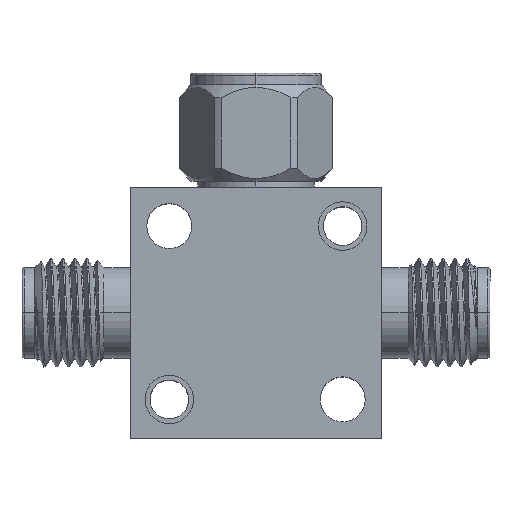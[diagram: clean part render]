
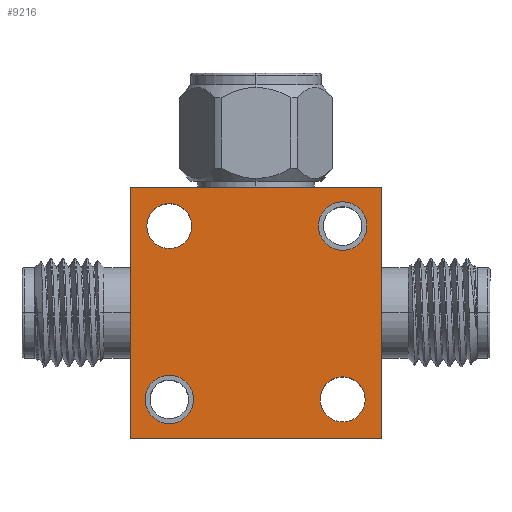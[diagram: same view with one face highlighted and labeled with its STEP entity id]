
A CAD part, top view. The second image highlights one B-rep face of the part: STEP entity #9216.
In plain terms, the highlighted planar face has unit normal (0, 0, 1).
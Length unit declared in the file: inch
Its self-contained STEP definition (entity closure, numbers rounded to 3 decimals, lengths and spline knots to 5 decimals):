
#18 = CARTESIAN_POINT ( 'NONE',  ( 0., 0., 0.175 ) ) ;
#176 = LINE ( 'NONE', #4399, #5646 ) ;
#244 = VERTEX_POINT ( 'NONE', #2764 ) ;
#433 = AXIS2_PLACEMENT_3D ( 'NONE', #5709, #1411, #7934 ) ;
#587 = DIRECTION ( 'NONE',  ( 0., 0., 1. ) ) ;
#629 = CARTESIAN_POINT ( 'NONE',  ( -0.2, 0.2, 0.175 ) ) ;
#690 = DIRECTION ( 'NONE',  ( 1., 0., 0. ) ) ;
#751 = CARTESIAN_POINT ( 'NONE',  ( 0.148, -0.2, 0.175 ) ) ;
#771 = EDGE_CURVE ( 'NONE', #9236, #4322, #1300, .T. ) ;
#796 = ORIENTED_EDGE ( 'NONE', *, *, #4610, .F. ) ;
#842 = EDGE_LOOP ( 'NONE', ( #5013, #4784, #1760, #8902 ) ) ;
#863 = LINE ( 'NONE', #3070, #2545 ) ;
#904 = VERTEX_POINT ( 'NONE', #8450 ) ;
#968 = EDGE_CURVE ( 'NONE', #4034, #6134, #2428, .T. ) ;
#986 = FACE_BOUND ( 'NONE', #7945, .T. ) ;
#1031 = AXIS2_PLACEMENT_3D ( 'NONE', #6405, #587, #4972 ) ;
#1158 = EDGE_LOOP ( 'NONE', ( #1494, #2253 ) ) ;
#1287 = EDGE_CURVE ( 'NONE', #4322, #2685, #863, .T. ) ;
#1289 = VERTEX_POINT ( 'NONE', #8828 ) ;
#1300 = LINE ( 'NONE', #6455, #1757 ) ;
#1411 = DIRECTION ( 'NONE',  ( 0., 0., 1. ) ) ;
#1414 = ORIENTED_EDGE ( 'NONE', *, *, #2709, .F. ) ;
#1433 = FACE_BOUND ( 'NONE', #1158, .T. ) ;
#1494 = ORIENTED_EDGE ( 'NONE', *, *, #7444, .F. ) ;
#1542 = CARTESIAN_POINT ( 'NONE',  ( -0.256, -0.2, 0.175 ) ) ;
#1598 = DIRECTION ( 'NONE',  ( 1., 0., 0. ) ) ;
#1757 = VECTOR ( 'NONE', #3557, 39.37008 ) ;
#1760 = ORIENTED_EDGE ( 'NONE', *, *, #7896, .T. ) ;
#1835 = CARTESIAN_POINT ( 'NONE',  ( -0.29, -0.29, 0.175 ) ) ;
#2253 = ORIENTED_EDGE ( 'NONE', *, *, #4168, .F. ) ;
#2358 = CIRCLE ( 'NONE', #3822, 0.056 ) ;
#2419 = CIRCLE ( 'NONE', #6364, 0.052 ) ;
#2428 = CIRCLE ( 'NONE', #433, 0.056 ) ;
#2545 = VECTOR ( 'NONE', #8090, 39.37008 ) ;
#2567 = AXIS2_PLACEMENT_3D ( 'NONE', #18, #7108, #5015 ) ;
#2654 = EDGE_CURVE ( 'NONE', #8318, #904, #2419, .T. ) ;
#2685 = VERTEX_POINT ( 'NONE', #5625 ) ;
#2709 = EDGE_CURVE ( 'NONE', #904, #8318, #8592, .T. ) ;
#2713 = ORIENTED_EDGE ( 'NONE', *, *, #3845, .F. ) ;
#2764 = CARTESIAN_POINT ( 'NONE',  ( -0.144, -0.2, 0.175 ) ) ;
#3011 = DIRECTION ( 'NONE',  ( 1., 0., 0. ) ) ;
#3025 = LINE ( 'NONE', #1835, #8071 ) ;
#3070 = CARTESIAN_POINT ( 'NONE',  ( -0.29, 0.29, 0.175 ) ) ;
#3078 = AXIS2_PLACEMENT_3D ( 'NONE', #3908, #8924, #3011 ) ;
#3086 = DIRECTION ( 'NONE',  ( 0., 0., 1. ) ) ;
#3271 = DIRECTION ( 'NONE',  ( 0., 0., 1. ) ) ;
#3290 = ORIENTED_EDGE ( 'NONE', *, *, #968, .F. ) ;
#3442 = CARTESIAN_POINT ( 'NONE',  ( -0.2, -0.2, 0.175 ) ) ;
#3447 = CARTESIAN_POINT ( 'NONE',  ( 0.144, 0.2, 0.175 ) ) ;
#3557 = DIRECTION ( 'NONE',  ( 0., 1., 0. ) ) ;
#3633 = CARTESIAN_POINT ( 'NONE',  ( -0.29, -0.29, 0.175 ) ) ;
#3650 = DIRECTION ( 'NONE',  ( 0., 0., 1. ) ) ;
#3789 = VERTEX_POINT ( 'NONE', #3633 ) ;
#3822 = AXIS2_PLACEMENT_3D ( 'NONE', #3442, #3271, #5338 ) ;
#3845 = EDGE_CURVE ( 'NONE', #9312, #1289, #7207, .T. ) ;
#3908 = CARTESIAN_POINT ( 'NONE',  ( 0.2, -0.2, 0.175 ) ) ;
#3917 = EDGE_CURVE ( 'NONE', #3789, #9236, #176, .T. ) ;
#3947 = EDGE_LOOP ( 'NONE', ( #1414, #8105 ) ) ;
#4034 = VERTEX_POINT ( 'NONE', #3447 ) ;
#4070 = CIRCLE ( 'NONE', #6420, 0.052 ) ;
#4168 = EDGE_CURVE ( 'NONE', #8219, #244, #8930, .T. ) ;
#4322 = VERTEX_POINT ( 'NONE', #8013 ) ;
#4399 = CARTESIAN_POINT ( 'NONE',  ( -0.29, -0.29, 0.175 ) ) ;
#4610 = EDGE_CURVE ( 'NONE', #1289, #9312, #4070, .T. ) ;
#4784 = ORIENTED_EDGE ( 'NONE', *, *, #1287, .T. ) ;
#4970 = DIRECTION ( 'NONE',  ( 0., 0., 1. ) ) ;
#4972 = DIRECTION ( 'NONE',  ( 1., 0., 0. ) ) ;
#4980 = CARTESIAN_POINT ( 'NONE',  ( 0.29, -0.29, 0.175 ) ) ;
#4987 = EDGE_CURVE ( 'NONE', #6134, #4034, #5512, .T. ) ;
#5013 = ORIENTED_EDGE ( 'NONE', *, *, #771, .T. ) ;
#5015 = DIRECTION ( 'NONE',  ( -1., 0., 0. ) ) ;
#5100 = DIRECTION ( 'NONE',  ( 0., 0., 1. ) ) ;
#5338 = DIRECTION ( 'NONE',  ( 1., 0., 0. ) ) ;
#5361 = DIRECTION ( 'NONE',  ( 0., -1., 0. ) ) ;
#5467 = FACE_BOUND ( 'NONE', #6906, .T. ) ;
#5512 = CIRCLE ( 'NONE', #1031, 0.056 ) ;
#5625 = CARTESIAN_POINT ( 'NONE',  ( -0.29, 0.29, 0.175 ) ) ;
#5646 = VECTOR ( 'NONE', #1598, 39.37008 ) ;
#5699 = FACE_BOUND ( 'NONE', #3947, .T. ) ;
#5709 = CARTESIAN_POINT ( 'NONE',  ( 0.2, 0.2, 0.175 ) ) ;
#5827 = PLANE ( 'NONE',  #2567 ) ;
#6134 = VERTEX_POINT ( 'NONE', #7559 ) ;
#6254 = FACE_OUTER_BOUND ( 'NONE', #842, .T. ) ;
#6364 = AXIS2_PLACEMENT_3D ( 'NONE', #629, #3650, #8680 ) ;
#6405 = CARTESIAN_POINT ( 'NONE',  ( 0.2, 0.2, 0.175 ) ) ;
#6420 = AXIS2_PLACEMENT_3D ( 'NONE', #6666, #5100, #7258 ) ;
#6455 = CARTESIAN_POINT ( 'NONE',  ( 0.29, -0.29, 0.175 ) ) ;
#6557 = AXIS2_PLACEMENT_3D ( 'NONE', #8649, #4970, #690 ) ;
#6622 = CARTESIAN_POINT ( 'NONE',  ( -0.2, 0.2, 0.175 ) ) ;
#6666 = CARTESIAN_POINT ( 'NONE',  ( 0.2, -0.2, 0.175 ) ) ;
#6906 = EDGE_LOOP ( 'NONE', ( #796, #2713 ) ) ;
#7108 = DIRECTION ( 'NONE',  ( 0., 0., -1. ) ) ;
#7207 = CIRCLE ( 'NONE', #3078, 0.052 ) ;
#7258 = DIRECTION ( 'NONE',  ( 1., 0., 0. ) ) ;
#7404 = DIRECTION ( 'NONE',  ( 1., 0., 0. ) ) ;
#7444 = EDGE_CURVE ( 'NONE', #244, #8219, #2358, .T. ) ;
#7522 = CARTESIAN_POINT ( 'NONE',  ( -0.252, 0.2, 0.175 ) ) ;
#7559 = CARTESIAN_POINT ( 'NONE',  ( 0.256, 0.2, 0.175 ) ) ;
#7896 = EDGE_CURVE ( 'NONE', #2685, #3789, #3025, .T. ) ;
#7934 = DIRECTION ( 'NONE',  ( 1., 0., 0. ) ) ;
#7945 = EDGE_LOOP ( 'NONE', ( #8178, #3290 ) ) ;
#8013 = CARTESIAN_POINT ( 'NONE',  ( 0.29, 0.29, 0.175 ) ) ;
#8071 = VECTOR ( 'NONE', #5361, 39.37008 ) ;
#8090 = DIRECTION ( 'NONE',  ( -1., 0., 0. ) ) ;
#8105 = ORIENTED_EDGE ( 'NONE', *, *, #2654, .F. ) ;
#8173 = AXIS2_PLACEMENT_3D ( 'NONE', #6622, #3086, #7404 ) ;
#8178 = ORIENTED_EDGE ( 'NONE', *, *, #4987, .F. ) ;
#8219 = VERTEX_POINT ( 'NONE', #1542 ) ;
#8318 = VERTEX_POINT ( 'NONE', #7522 ) ;
#8450 = CARTESIAN_POINT ( 'NONE',  ( -0.148, 0.2, 0.175 ) ) ;
#8592 = CIRCLE ( 'NONE', #8173, 0.052 ) ;
#8649 = CARTESIAN_POINT ( 'NONE',  ( -0.2, -0.2, 0.175 ) ) ;
#8680 = DIRECTION ( 'NONE',  ( 1., 0., 0. ) ) ;
#8828 = CARTESIAN_POINT ( 'NONE',  ( 0.252, -0.2, 0.175 ) ) ;
#8902 = ORIENTED_EDGE ( 'NONE', *, *, #3917, .T. ) ;
#8924 = DIRECTION ( 'NONE',  ( 0., 0., 1. ) ) ;
#8930 = CIRCLE ( 'NONE', #6557, 0.056 ) ;
#9216 = ADVANCED_FACE ( 'NONE', ( #986, #1433, #5699, #5467, #6254 ), #5827, .F. ) ;
#9236 = VERTEX_POINT ( 'NONE', #4980 ) ;
#9312 = VERTEX_POINT ( 'NONE', #751 ) ;
